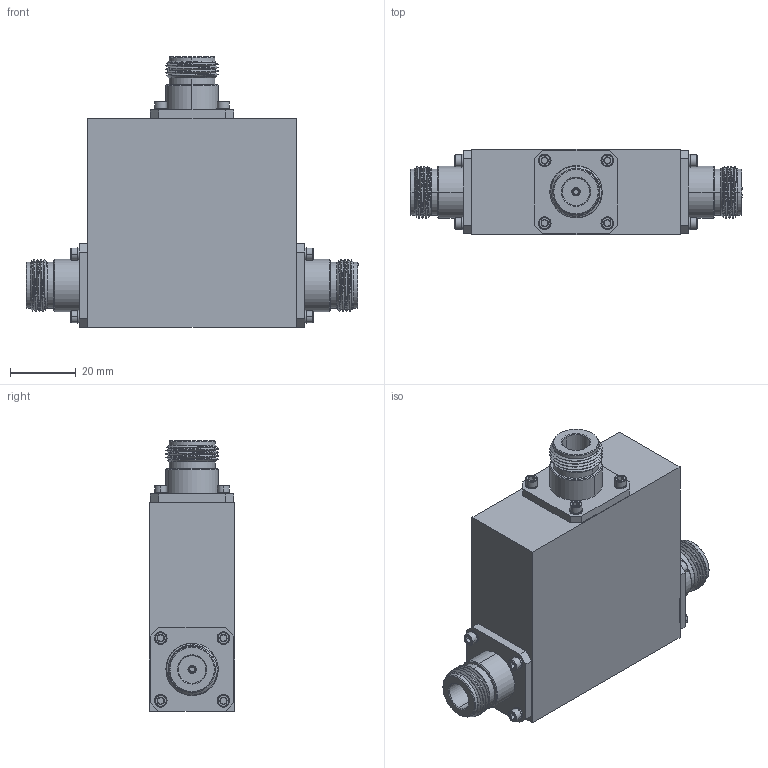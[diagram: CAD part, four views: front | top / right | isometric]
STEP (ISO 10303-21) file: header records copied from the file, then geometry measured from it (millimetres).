
FILE_DESCRIPTION (( 'STEP AP203' ), '1' );
FILE_NAME ('PE8415.step', '2018-07-19T18:04:35', ( '' ), ( '' ), 'SwSTEP 2.0', 'SolidWorks 2017', '' );
FILE_SCHEMA (( 'CONFIG_CONTROL_DESIGN' ));
Length unit declared in the file: inch
Products named in the file (1): PE8415
Bounding box: 100.9 x 25.96 x 82.2 mm (x, y, z)
Volume: 116998.6 mm3; surface area: 19598.7 mm2
Topology: 1 solids, 1 shells, 789 faces, 1887 edges, 1191 vertices
Faces by surface type: plane 370, cone 183, cylinder 133, bspline 103
Entity records: 31023 total; most frequent: CARTESIAN_POINT 13441, ORIENTED_EDGE 3762, DIRECTION 3303, EDGE_CURVE 1881, VERTEX_POINT 1191, AXIS2_PLACEMENT_3D 1115, LINE 1073, VECTOR 1073
